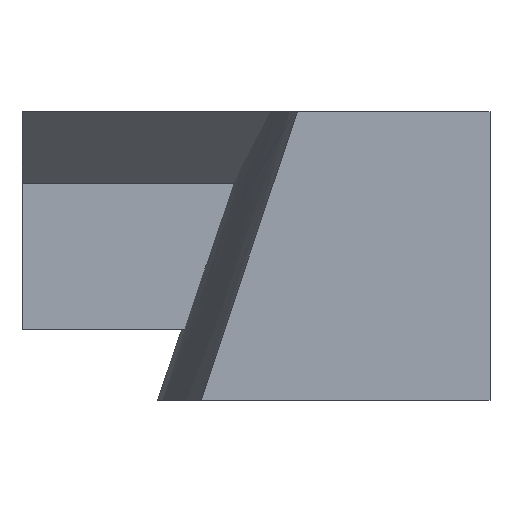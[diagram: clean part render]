
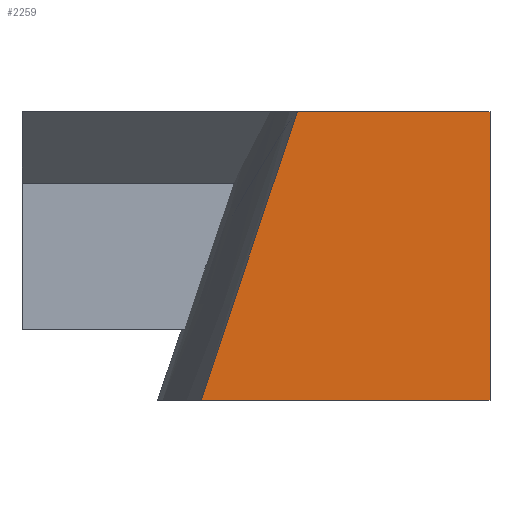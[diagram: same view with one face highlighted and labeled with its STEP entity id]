
A CAD part, front view. The second image highlights one B-rep face of the part: STEP entity #2259.
In plain terms, the highlighted planar face has unit normal (0, -1, 0).
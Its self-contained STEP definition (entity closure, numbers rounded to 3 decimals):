
#109=DIRECTION('',(1.,0.,0.));
#110=VECTOR('',#109,75.);
#111=CARTESIAN_POINT('',(-37.5,-110.,-37.5));
#112=LINE('',#111,#110);
#261=DIRECTION('',(1.,0.,0.));
#262=VECTOR('',#261,50.);
#263=CARTESIAN_POINT('',(-12.5,-110.,37.5));
#264=LINE('',#263,#262);
#580=DIRECTION('',(0.316,0.,0.949));
#581=VECTOR('',#580,79.057);
#582=CARTESIAN_POINT('',(-37.5,-110.,-37.5));
#583=LINE('',#582,#581);
#584=DIRECTION('',(0.,0.,1.));
#585=VECTOR('',#584,75.);
#586=CARTESIAN_POINT('',(37.5,-110.,-37.5));
#587=LINE('',#586,#585);
#798=CARTESIAN_POINT('',(-37.5,-110.,-37.5));
#799=CARTESIAN_POINT('',(37.5,-110.,-37.5));
#800=VERTEX_POINT('',#798);
#801=VERTEX_POINT('',#799);
#804=CARTESIAN_POINT('',(-12.5,-110.,37.5));
#805=CARTESIAN_POINT('',(37.5,-110.,37.5));
#806=VERTEX_POINT('',#804);
#807=VERTEX_POINT('',#805);
#2247=CARTESIAN_POINT('',(6.25,-110.,0.));
#2248=DIRECTION('',(0.,1.,0.));
#2249=DIRECTION('',(0.894,0.,-0.447));
#2250=AXIS2_PLACEMENT_3D('',#2247,#2248,#2249);
#2251=PLANE('',#2250);
#2252=ORIENTED_EDGE('',*,*,#934,.F.);
#2253=ORIENTED_EDGE('',*,*,#2240,.T.);
#2254=ORIENTED_EDGE('',*,*,#1052,.T.);
#2256=ORIENTED_EDGE('',*,*,#2255,.F.);
#2257=EDGE_LOOP('',(#2252,#2253,#2254,#2256));
#2258=FACE_OUTER_BOUND('',#2257,.F.);
#934=EDGE_CURVE('',#800,#801,#112,.T.);
#1052=EDGE_CURVE('',#806,#807,#264,.T.);
#2240=EDGE_CURVE('',#800,#806,#583,.T.);
#2255=EDGE_CURVE('',#801,#807,#587,.T.);
#2259=ADVANCED_FACE('',(#2258),#2251,.F.);
